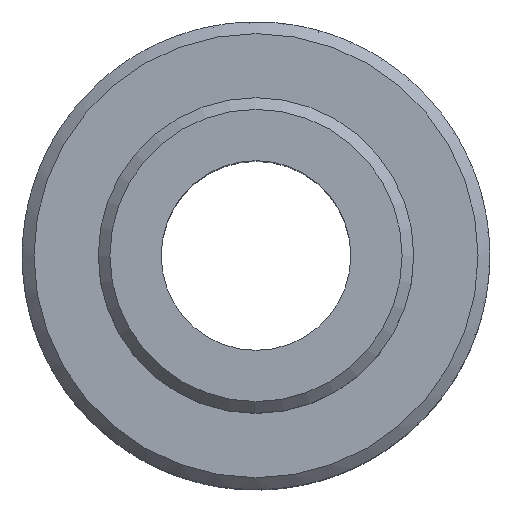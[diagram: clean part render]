
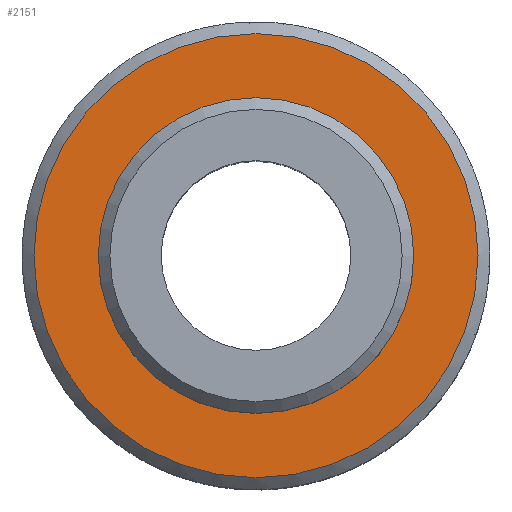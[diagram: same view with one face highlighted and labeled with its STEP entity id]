
A CAD part, top view. The second image highlights one B-rep face of the part: STEP entity #2151.
In plain terms, the highlighted planar face has unit normal (0, 0, 1).
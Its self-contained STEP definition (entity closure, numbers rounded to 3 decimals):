
#17=FACE_BOUND('',#380,.T.);
#108=PLANE('',#2436);
#242=FACE_OUTER_BOUND('',#379,.T.);
#379=EDGE_LOOP('',(#1926));
#380=EDGE_LOOP('',(#1927));
#516=CIRCLE('',#2432,1.35);
#517=CIRCLE('',#2435,1.9);
#1042=VERTEX_POINT('',#3769);
#1043=VERTEX_POINT('',#3774);
#1350=EDGE_CURVE('',#1042,#1042,#516,.T.);
#1351=EDGE_CURVE('',#1043,#1043,#517,.T.);
#1926=ORIENTED_EDGE('',*,*,#1351,.F.);
#1927=ORIENTED_EDGE('',*,*,#1350,.T.);
#2151=ADVANCED_FACE('',(#242,#17),#108,.T.);
#2432=AXIS2_PLACEMENT_3D('',#3771,#3142,#3143);
#2435=AXIS2_PLACEMENT_3D('',#3775,#3148,#3149);
#2436=AXIS2_PLACEMENT_3D('',#3777,#3151,#3152);
#3142=DIRECTION('center_axis',(0.,0.,-1.));
#3143=DIRECTION('ref_axis',(1.,0.,0.));
#3148=DIRECTION('center_axis',(0.,0.,-1.));
#3149=DIRECTION('ref_axis',(1.,0.,0.));
#3151=DIRECTION('center_axis',(0.,0.,1.));
#3152=DIRECTION('ref_axis',(1.,0.,0.));
#3769=CARTESIAN_POINT('',(-1.35,0.,3.));
#3771=CARTESIAN_POINT('Origin',(0.,0.,3.));
#3774=CARTESIAN_POINT('',(-1.9,0.,3.));
#3775=CARTESIAN_POINT('Origin',(0.,0.,3.));
#3777=CARTESIAN_POINT('Origin',(0.,0.,3.));
